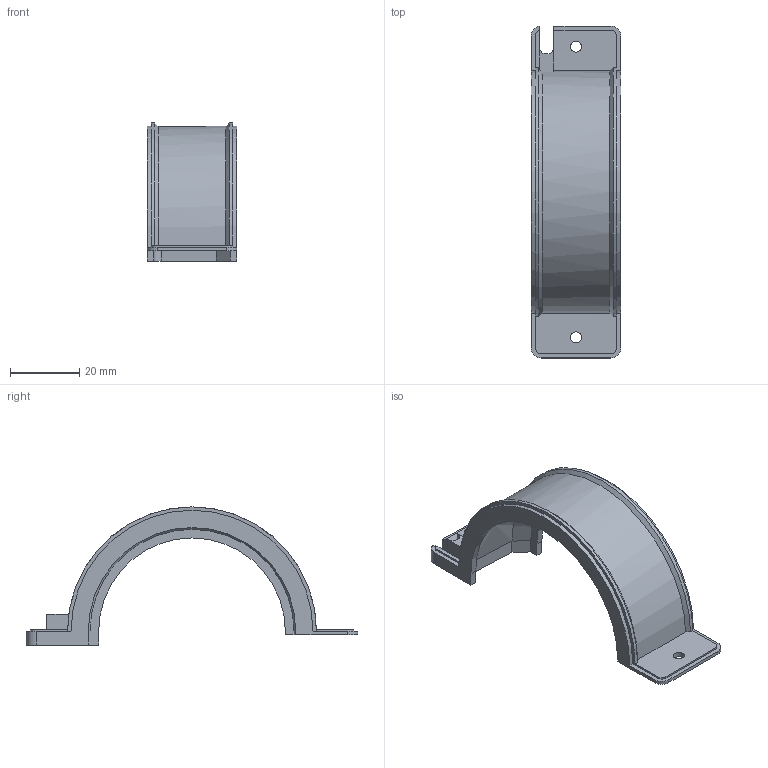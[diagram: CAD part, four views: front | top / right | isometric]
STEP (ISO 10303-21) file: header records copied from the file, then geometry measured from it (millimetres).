
FILE_DESCRIPTION(/* description */ (''),/* implementation_level */ '2;1');
FILE_NAME(/* name */ 'UperPartBack.stp',/* time_stamp */ '2025-07-28T08:12:55+02:00',/* author */ ('ahorat'),/* organization */ (''),/* preprocessor_version */ 'ST-DEVELOPER v20',/* originating_system */ 'Autodesk Inventor 2025',/* authorisation */ '');
FILE_SCHEMA (('AUTOMOTIVE_DESIGN { 1 0 10303 214 3 1 1 }'));
Length unit declared in the file: millimetre
Products named in the file (1): Test
Bounding box: 26 x 96 x 40 mm (x, y, z)
Volume: 9454.5 mm3; surface area: 9892 mm2
Topology: 1 solids, 1 shells, 72 faces, 191 edges, 121 vertices
Faces by surface type: plane 46, cylinder 20, cone 5, torus 1
Full cylindrical faces by diameter (mm): 3.2 x2
Entity records: 2256 total; most frequent: CARTESIAN_POINT 403, ORIENTED_EDGE 382, DIRECTION 379, EDGE_CURVE 191, LINE 131, VECTOR 131, AXIS2_PLACEMENT_3D 124, VERTEX_POINT 121
